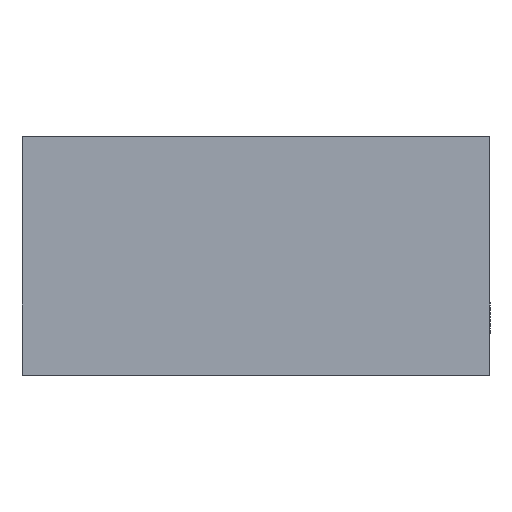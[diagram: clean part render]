
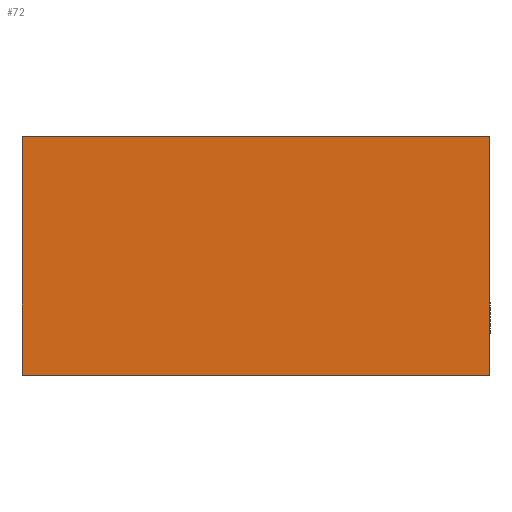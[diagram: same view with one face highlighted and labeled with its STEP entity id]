
A CAD part, top view. The second image highlights one B-rep face of the part: STEP entity #72.
In plain terms, the highlighted planar face has unit normal (0, 0, 1).
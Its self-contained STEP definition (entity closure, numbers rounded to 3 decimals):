
#5 = CARTESIAN_POINT ( 'NONE',  ( -50., 9.5, 0. ) ) ;
#13 = DIRECTION ( 'NONE',  ( 1., 0., 0. ) ) ;
#20 = VERTEX_POINT ( 'NONE', #513 ) ;
#66 = DIRECTION ( 'NONE',  ( 0., -1., 0. ) ) ;
#72 = ADVANCED_FACE ( 'NONE', ( #607 ), #569, .F. ) ;
#78 = VECTOR ( 'NONE', #13, 1000. ) ;
#80 = ORIENTED_EDGE ( 'NONE', *, *, #641, .T. ) ;
#93 = CARTESIAN_POINT ( 'NONE',  ( 50.8, 42.3, 0. ) ) ;
#145 = LINE ( 'NONE', #621, #614 ) ;
#151 = CARTESIAN_POINT ( 'NONE',  ( 50.8, 43.431, 0. ) ) ;
#181 = VECTOR ( 'NONE', #582, 1000. ) ;
#182 = ORIENTED_EDGE ( 'NONE', *, *, #688, .F. ) ;
#242 = ORIENTED_EDGE ( 'NONE', *, *, #610, .F. ) ;
#244 = DIRECTION ( 'NONE',  ( -1., 0., 0. ) ) ;
#254 = CARTESIAN_POINT ( 'NONE',  ( 50.8, -9.5, 0. ) ) ;
#315 = DIRECTION ( 'NONE',  ( 1., 0., 0. ) ) ;
#331 = LINE ( 'NONE', #151, #181 ) ;
#346 = CARTESIAN_POINT ( 'NONE',  ( -50., 42.3, 0. ) ) ;
#353 = VERTEX_POINT ( 'NONE', #397 ) ;
#391 = LINE ( 'NONE', #731, #78 ) ;
#397 = CARTESIAN_POINT ( 'NONE',  ( -50.8, 42.3, 0. ) ) ;
#495 = AXIS2_PLACEMENT_3D ( 'NONE', #5, #504, #244 ) ;
#504 = DIRECTION ( 'NONE',  ( 0., 0., -1. ) ) ;
#513 = CARTESIAN_POINT ( 'NONE',  ( -50.8, -9.5, 0. ) ) ;
#569 = PLANE ( 'NONE',  #495 ) ;
#580 = VERTEX_POINT ( 'NONE', #93 ) ;
#582 = DIRECTION ( 'NONE',  ( 0., -1., 0. ) ) ;
#585 = LINE ( 'NONE', #346, #703 ) ;
#607 = FACE_OUTER_BOUND ( 'NONE', #681, .T. ) ;
#610 = EDGE_CURVE ( 'NONE', #353, #580, #585, .T. ) ;
#614 = VECTOR ( 'NONE', #66, 1000. ) ;
#621 = CARTESIAN_POINT ( 'NONE',  ( -50.8, 43.431, 0. ) ) ;
#641 = EDGE_CURVE ( 'NONE', #20, #747, #391, .T. ) ;
#681 = EDGE_LOOP ( 'NONE', ( #772, #80, #182, #242 ) ) ;
#688 = EDGE_CURVE ( 'NONE', #580, #747, #331, .T. ) ;
#703 = VECTOR ( 'NONE', #315, 1000. ) ;
#728 = EDGE_CURVE ( 'NONE', #353, #20, #145, .T. ) ;
#731 = CARTESIAN_POINT ( 'NONE',  ( -50., -9.5, 0. ) ) ;
#747 = VERTEX_POINT ( 'NONE', #254 ) ;
#772 = ORIENTED_EDGE ( 'NONE', *, *, #728, .T. ) ;
